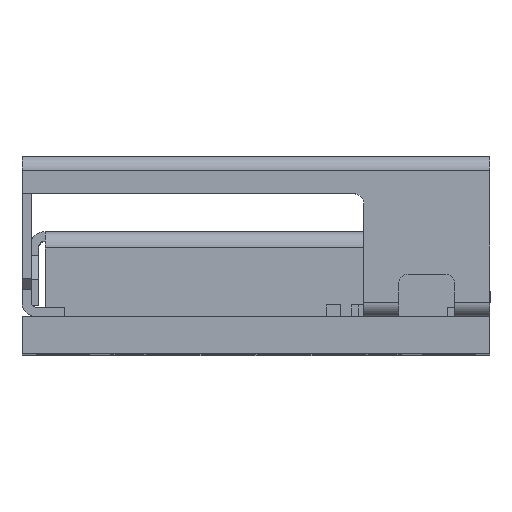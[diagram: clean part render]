
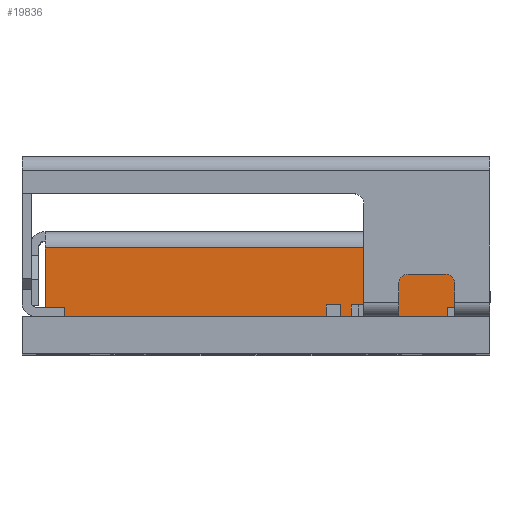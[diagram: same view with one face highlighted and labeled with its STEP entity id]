
A CAD part, top view. The second image highlights one B-rep face of the part: STEP entity #19836.
In plain terms, the highlighted planar face has unit normal (0, 0, 1).
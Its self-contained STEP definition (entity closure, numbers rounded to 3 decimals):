
#518 = EDGE_CURVE ( 'NONE', #9807, #14915, #19728, .T. ) ;
#548 = ORIENTED_EDGE ( 'NONE', *, *, #20875, .T. ) ;
#2991 = ORIENTED_EDGE ( 'NONE', *, *, #518, .F. ) ;
#3057 = VERTEX_POINT ( 'NONE', #6175 ) ;
#3144 = VECTOR ( 'NONE', #19241, 1000. ) ;
#3166 = CARTESIAN_POINT ( 'NONE',  ( -4.5, 0.81, 3.45 ) ) ;
#4225 = DIRECTION ( 'NONE',  ( 0., 1., 0. ) ) ;
#4669 = EDGE_LOOP ( 'NONE', ( #23792, #548, #2991, #25389 ) ) ;
#4717 = DIRECTION ( 'NONE',  ( -1., 0., 0. ) ) ;
#5486 = VECTOR ( 'NONE', #4717, 1000. ) ;
#5595 = CARTESIAN_POINT ( 'NONE',  ( 0., 0., 3.45 ) ) ;
#6175 = CARTESIAN_POINT ( 'NONE',  ( 4.5, 0.81, 3.45 ) ) ;
#7034 = AXIS2_PLACEMENT_3D ( 'NONE', #5595, #9288, #23193 ) ;
#7138 = VECTOR ( 'NONE', #4225, 1000. ) ;
#7186 = FACE_OUTER_BOUND ( 'NONE', #4669, .T. ) ;
#7902 = CARTESIAN_POINT ( 'NONE',  ( 4.5, 2.28, 3.45 ) ) ;
#9288 = DIRECTION ( 'NONE',  ( 0., 0., 1. ) ) ;
#9807 = VERTEX_POINT ( 'NONE', #3166 ) ;
#10663 = CARTESIAN_POINT ( 'NONE',  ( -4.5, 0.81, 3.45 ) ) ;
#11815 = LINE ( 'NONE', #18580, #13362 ) ;
#12037 = LINE ( 'NONE', #17447, #3144 ) ;
#13077 = DIRECTION ( 'NONE',  ( 0., -1., 0. ) ) ;
#13362 = VECTOR ( 'NONE', #13077, 1000. ) ;
#14159 = EDGE_CURVE ( 'NONE', #3057, #9807, #22112, .T. ) ;
#14915 = VERTEX_POINT ( 'NONE', #24080 ) ;
#17367 = PLANE ( 'NONE',  #7034 ) ;
#17447 = CARTESIAN_POINT ( 'NONE',  ( 0., 2.28, 3.45 ) ) ;
#17805 = CARTESIAN_POINT ( 'NONE',  ( -4.5, 2.43, 3.45 ) ) ;
#18580 = CARTESIAN_POINT ( 'NONE',  ( 4.5, 0.81, 3.45 ) ) ;
#19241 = DIRECTION ( 'NONE',  ( -1., 0., 0. ) ) ;
#19728 = LINE ( 'NONE', #17805, #7138 ) ;
#19810 = EDGE_CURVE ( 'NONE', #21079, #3057, #11815, .T. ) ;
#19836 = ADVANCED_FACE ( 'NONE', ( #7186 ), #17367, .T. ) ;
#20875 = EDGE_CURVE ( 'NONE', #21079, #14915, #12037, .T. ) ;
#21079 = VERTEX_POINT ( 'NONE', #7902 ) ;
#22112 = LINE ( 'NONE', #10663, #5486 ) ;
#23193 = DIRECTION ( 'NONE',  ( 0., -1., 0. ) ) ;
#23792 = ORIENTED_EDGE ( 'NONE', *, *, #19810, .F. ) ;
#24080 = CARTESIAN_POINT ( 'NONE',  ( -4.5, 2.28, 3.45 ) ) ;
#25389 = ORIENTED_EDGE ( 'NONE', *, *, #14159, .F. ) ;
